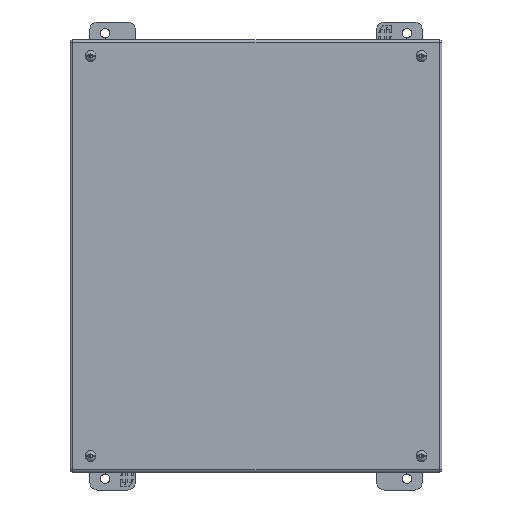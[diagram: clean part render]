
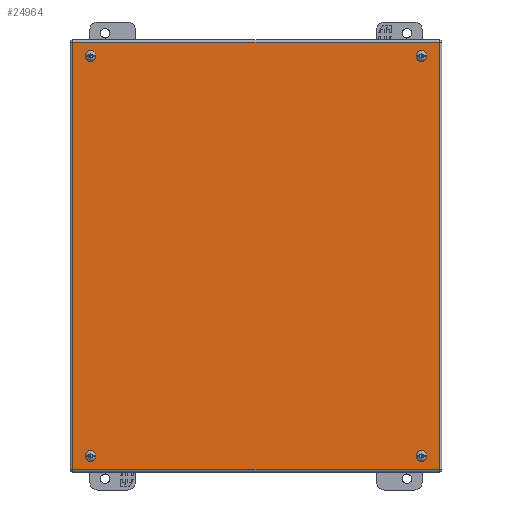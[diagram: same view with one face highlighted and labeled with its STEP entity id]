
A CAD part, front view. The second image highlights one B-rep face of the part: STEP entity #24964.
In plain terms, the highlighted planar face has unit normal (0, -1, 0).
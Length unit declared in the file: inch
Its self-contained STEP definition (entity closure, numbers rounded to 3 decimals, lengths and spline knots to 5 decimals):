
#50 = CARTESIAN_POINT ( 'NONE',  ( -5.48, -6.17205, -6.626 ) ) ;
#101 = VERTEX_POINT ( 'NONE', #28227 ) ;
#244 = CIRCLE ( 'NONE', #31896, 0.125 ) ;
#613 = VERTEX_POINT ( 'NONE', #30538 ) ;
#657 = EDGE_LOOP ( 'NONE', ( #23407 ) ) ;
#847 = VECTOR ( 'NONE', #28505, 39.37008 ) ;
#1973 = AXIS2_PLACEMENT_3D ( 'NONE', #27855, #12499, #20344 ) ;
#2586 = LINE ( 'NONE', #15370, #32941 ) ;
#3283 = EDGE_LOOP ( 'NONE', ( #16500 ) ) ;
#3333 = EDGE_CURVE ( 'NONE', #18026, #18026, #13261, .T. ) ;
#4085 = VERTEX_POINT ( 'NONE', #10138 ) ;
#4296 = CARTESIAN_POINT ( 'NONE',  ( 6.07741, -6.17205, 7.07721 ) ) ;
#5304 = DIRECTION ( 'NONE',  ( 0., 1., 0. ) ) ;
#5323 = DIRECTION ( 'NONE',  ( 0., 0., 1. ) ) ;
#5421 = EDGE_CURVE ( 'NONE', #8130, #8130, #25375, .T. ) ;
#7071 = DIRECTION ( 'NONE',  ( 0., 0., 1. ) ) ;
#7190 = AXIS2_PLACEMENT_3D ( 'NONE', #16387, #26258, #10553 ) ;
#7515 = CARTESIAN_POINT ( 'NONE',  ( -6.07712, -6.17205, -7.07715 ) ) ;
#7522 = DIRECTION ( 'NONE',  ( 0., 0., 1. ) ) ;
#7612 = VECTOR ( 'NONE', #25387, 39.37008 ) ;
#7845 = DIRECTION ( 'NONE',  ( 0., 0., -1. ) ) ;
#8130 = VERTEX_POINT ( 'NONE', #23835 ) ;
#8770 = ORIENTED_EDGE ( 'NONE', *, *, #5421, .T. ) ;
#8820 = EDGE_CURVE ( 'NONE', #24198, #613, #12074, .T. ) ;
#10138 = CARTESIAN_POINT ( 'NONE',  ( 6.07741, -6.17205, -7.07715 ) ) ;
#10431 = FACE_BOUND ( 'NONE', #24244, .T. ) ;
#10553 = DIRECTION ( 'NONE',  ( 0., 0., 1. ) ) ;
#10615 = PLANE ( 'NONE',  #26140 ) ;
#12034 = DIRECTION ( 'NONE',  ( 0., 1., 0. ) ) ;
#12074 = LINE ( 'NONE', #32944, #7612 ) ;
#12499 = DIRECTION ( 'NONE',  ( 0., 1., 0. ) ) ;
#12717 = DIRECTION ( 'NONE',  ( 0., 0., 1. ) ) ;
#12862 = VERTEX_POINT ( 'NONE', #33732 ) ;
#13157 = FACE_BOUND ( 'NONE', #24739, .T. ) ;
#13261 = CIRCLE ( 'NONE', #32383, 0.125 ) ;
#14747 = EDGE_CURVE ( 'NONE', #21375, #4085, #15220, .T. ) ;
#15144 = CARTESIAN_POINT ( 'NONE',  ( 6.07741, -6.17205, 7.07721 ) ) ;
#15220 = LINE ( 'NONE', #7515, #847 ) ;
#15370 = CARTESIAN_POINT ( 'NONE',  ( -6.07712, -6.17205, 7.07721 ) ) ;
#16387 = CARTESIAN_POINT ( 'NONE',  ( 5.48, -6.17205, -6.626 ) ) ;
#16500 = ORIENTED_EDGE ( 'NONE', *, *, #30931, .T. ) ;
#18026 = VERTEX_POINT ( 'NONE', #31383 ) ;
#18280 = VECTOR ( 'NONE', #12717, 39.37008 ) ;
#18638 = FACE_BOUND ( 'NONE', #3283, .T. ) ;
#19713 = ORIENTED_EDGE ( 'NONE', *, *, #26860, .T. ) ;
#19759 = EDGE_LOOP ( 'NONE', ( #22851, #30494, #29223, #30080 ) ) ;
#20344 = DIRECTION ( 'NONE',  ( 0., 0., 1. ) ) ;
#20857 = DIRECTION ( 'NONE',  ( 0., 1., 0. ) ) ;
#21375 = VERTEX_POINT ( 'NONE', #25545 ) ;
#21927 = CIRCLE ( 'NONE', #7190, 0.125 ) ;
#22851 = ORIENTED_EDGE ( 'NONE', *, *, #32320, .T. ) ;
#23407 = ORIENTED_EDGE ( 'NONE', *, *, #3333, .T. ) ;
#23835 = CARTESIAN_POINT ( 'NONE',  ( -5.48, -6.17205, 6.751 ) ) ;
#24198 = VERTEX_POINT ( 'NONE', #4296 ) ;
#24244 = EDGE_LOOP ( 'NONE', ( #19713 ) ) ;
#24739 = EDGE_LOOP ( 'NONE', ( #8770 ) ) ;
#24964 = ADVANCED_FACE ( 'NONE', ( #13157, #31303, #10431, #18638, #29053 ), #10615, .F. ) ;
#25375 = CIRCLE ( 'NONE', #1973, 0.125 ) ;
#25387 = DIRECTION ( 'NONE',  ( -1., 0., 0. ) ) ;
#25545 = CARTESIAN_POINT ( 'NONE',  ( -6.07712, -6.17205, -7.07715 ) ) ;
#26140 = AXIS2_PLACEMENT_3D ( 'NONE', #26485, #20857, #5323 ) ;
#26258 = DIRECTION ( 'NONE',  ( 0., 1., 0. ) ) ;
#26485 = CARTESIAN_POINT ( 'NONE',  ( -6.07712, -6.17205, 7.07721 ) ) ;
#26860 = EDGE_CURVE ( 'NONE', #101, #101, #21927, .T. ) ;
#27855 = CARTESIAN_POINT ( 'NONE',  ( -5.48, -6.17205, 6.626 ) ) ;
#27873 = EDGE_CURVE ( 'NONE', #613, #21375, #2586, .T. ) ;
#28227 = CARTESIAN_POINT ( 'NONE',  ( 5.48, -6.17205, -6.501 ) ) ;
#28505 = DIRECTION ( 'NONE',  ( 1., 0., 0. ) ) ;
#29053 = FACE_OUTER_BOUND ( 'NONE', #19759, .T. ) ;
#29223 = ORIENTED_EDGE ( 'NONE', *, *, #27873, .T. ) ;
#30080 = ORIENTED_EDGE ( 'NONE', *, *, #14747, .T. ) ;
#30490 = CARTESIAN_POINT ( 'NONE',  ( 5.48, -6.17205, 6.626 ) ) ;
#30494 = ORIENTED_EDGE ( 'NONE', *, *, #8820, .T. ) ;
#30538 = CARTESIAN_POINT ( 'NONE',  ( -6.07712, -6.17205, 7.07721 ) ) ;
#30674 = LINE ( 'NONE', #15144, #18280 ) ;
#30931 = EDGE_CURVE ( 'NONE', #12862, #12862, #244, .T. ) ;
#31303 = FACE_BOUND ( 'NONE', #657, .T. ) ;
#31383 = CARTESIAN_POINT ( 'NONE',  ( 5.48, -6.17205, 6.751 ) ) ;
#31896 = AXIS2_PLACEMENT_3D ( 'NONE', #50, #5304, #7522 ) ;
#32320 = EDGE_CURVE ( 'NONE', #4085, #24198, #30674, .T. ) ;
#32383 = AXIS2_PLACEMENT_3D ( 'NONE', #30490, #12034, #7071 ) ;
#32941 = VECTOR ( 'NONE', #7845, 39.37008 ) ;
#32944 = CARTESIAN_POINT ( 'NONE',  ( -6.07712, -6.17205, 7.07721 ) ) ;
#33732 = CARTESIAN_POINT ( 'NONE',  ( -5.48, -6.17205, -6.501 ) ) ;
